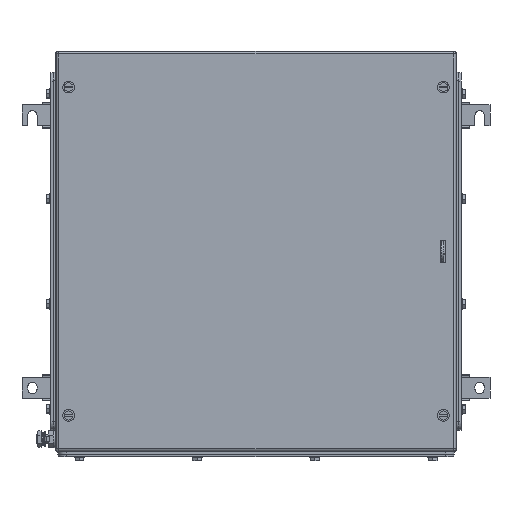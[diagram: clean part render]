
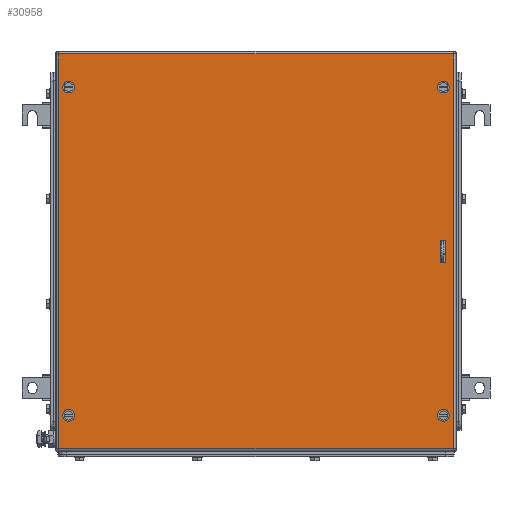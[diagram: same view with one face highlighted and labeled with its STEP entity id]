
A CAD part, top view. The second image highlights one B-rep face of the part: STEP entity #30958.
In plain terms, the highlighted planar face has unit normal (0, 0, 1).
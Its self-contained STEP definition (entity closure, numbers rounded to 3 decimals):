
#30798=AXIS2_PLACEMENT_3D('Circle Axis2P3D',#30796,#30797,$) ;
#30825=AXIS2_PLACEMENT_3D('Plane Axis2P3D',#30822,#30823,#30824) ;
#30863=AXIS2_PLACEMENT_3D('Circle Axis2P3D',#30861,#30862,$) ;
#30872=AXIS2_PLACEMENT_3D('Circle Axis2P3D',#30870,#30871,$) ;
#30881=AXIS2_PLACEMENT_3D('Circle Axis2P3D',#30879,#30880,$) ;
#30890=AXIS2_PLACEMENT_3D('Circle Axis2P3D',#30888,#30889,$) ;
#30899=AXIS2_PLACEMENT_3D('Circle Axis2P3D',#30897,#30898,$) ;
#30908=AXIS2_PLACEMENT_3D('Circle Axis2P3D',#30906,#30907,$) ;
#30917=AXIS2_PLACEMENT_3D('Circle Axis2P3D',#30915,#30916,$) ;
#30793=CARTESIAN_POINT('Vertex',(59.5,447.75,153.5)) ;
#30796=CARTESIAN_POINT('Axis2P3D Location',(56.,447.75,153.5)) ;
#30800=CARTESIAN_POINT('Vertex',(52.5,447.75,153.5)) ;
#30822=CARTESIAN_POINT('Axis2P3D Location',(280.5,251.,153.5)) ;
#30827=CARTESIAN_POINT('Line Origine',(280.5,487.5,153.5)) ;
#30831=CARTESIAN_POINT('Vertex',(517.,487.5,153.5)) ;
#30833=CARTESIAN_POINT('Vertex',(44.,487.5,153.5)) ;
#30836=CARTESIAN_POINT('Line Origine',(44.,251.,153.5)) ;
#30840=CARTESIAN_POINT('Vertex',(44.,14.5,153.5)) ;
#30843=CARTESIAN_POINT('Line Origine',(280.5,14.5,153.5)) ;
#30847=CARTESIAN_POINT('Vertex',(517.,14.5,153.5)) ;
#30850=CARTESIAN_POINT('Line Origine',(517.,251.,153.5)) ;
#30861=CARTESIAN_POINT('Axis2P3D Location',(56.,447.75,153.5)) ;
#30870=CARTESIAN_POINT('Axis2P3D Location',(56.,54.25,153.5)) ;
#30874=CARTESIAN_POINT('Vertex',(52.5,54.25,153.5)) ;
#30876=CARTESIAN_POINT('Vertex',(59.5,54.25,153.5)) ;
#30879=CARTESIAN_POINT('Axis2P3D Location',(56.,54.25,153.5)) ;
#30888=CARTESIAN_POINT('Axis2P3D Location',(505.,54.25,153.5)) ;
#30892=CARTESIAN_POINT('Vertex',(508.5,54.25,153.5)) ;
#30894=CARTESIAN_POINT('Vertex',(501.5,54.25,153.5)) ;
#30897=CARTESIAN_POINT('Axis2P3D Location',(505.,54.25,153.5)) ;
#30906=CARTESIAN_POINT('Axis2P3D Location',(505.,447.75,153.5)) ;
#30910=CARTESIAN_POINT('Vertex',(508.5,447.75,153.5)) ;
#30912=CARTESIAN_POINT('Vertex',(501.5,447.75,153.5)) ;
#30915=CARTESIAN_POINT('Axis2P3D Location',(505.,447.75,153.5)) ;
#30924=CARTESIAN_POINT('Line Origine',(504.75,237.5,153.5)) ;
#30928=CARTESIAN_POINT('Vertex',(508.,237.5,153.5)) ;
#30930=CARTESIAN_POINT('Vertex',(501.5,237.5,153.5)) ;
#30933=CARTESIAN_POINT('Line Origine',(501.5,251.,153.5)) ;
#30937=CARTESIAN_POINT('Vertex',(501.5,264.5,153.5)) ;
#30940=CARTESIAN_POINT('Line Origine',(504.75,264.5,153.5)) ;
#30944=CARTESIAN_POINT('Vertex',(508.,264.5,153.5)) ;
#30947=CARTESIAN_POINT('Line Origine',(508.,251.,153.5)) ;
#30797=DIRECTION('Axis2P3D Direction',(0.,0.,1.)) ;
#30823=DIRECTION('Axis2P3D Direction',(0.,0.,1.)) ;
#30824=DIRECTION('Axis2P3D XDirection',(1.,0.,0.)) ;
#30828=DIRECTION('Vector Direction',(1.,0.,0.)) ;
#30837=DIRECTION('Vector Direction',(0.,-1.,0.)) ;
#30844=DIRECTION('Vector Direction',(1.,0.,0.)) ;
#30851=DIRECTION('Vector Direction',(0.,1.,0.)) ;
#30862=DIRECTION('Axis2P3D Direction',(0.,0.,1.)) ;
#30871=DIRECTION('Axis2P3D Direction',(0.,0.,1.)) ;
#30880=DIRECTION('Axis2P3D Direction',(0.,0.,1.)) ;
#30889=DIRECTION('Axis2P3D Direction',(0.,0.,1.)) ;
#30898=DIRECTION('Axis2P3D Direction',(0.,0.,1.)) ;
#30907=DIRECTION('Axis2P3D Direction',(0.,0.,1.)) ;
#30916=DIRECTION('Axis2P3D Direction',(0.,0.,1.)) ;
#30925=DIRECTION('Vector Direction',(-1.,0.,0.)) ;
#30934=DIRECTION('Vector Direction',(0.,1.,0.)) ;
#30941=DIRECTION('Vector Direction',(1.,0.,0.)) ;
#30948=DIRECTION('Vector Direction',(0.,-1.,0.)) ;
#30829=VECTOR('Line Direction',#30828,1.) ;
#30838=VECTOR('Line Direction',#30837,1.) ;
#30845=VECTOR('Line Direction',#30844,1.) ;
#30852=VECTOR('Line Direction',#30851,1.) ;
#30926=VECTOR('Line Direction',#30925,1.) ;
#30935=VECTOR('Line Direction',#30934,1.) ;
#30942=VECTOR('Line Direction',#30941,1.) ;
#30949=VECTOR('Line Direction',#30948,1.) ;
#30856=ORIENTED_EDGE('',*,*,#30835,.T.) ;
#30857=ORIENTED_EDGE('',*,*,#30842,.T.) ;
#30858=ORIENTED_EDGE('',*,*,#30849,.T.) ;
#30859=ORIENTED_EDGE('',*,*,#30854,.T.) ;
#30867=ORIENTED_EDGE('',*,*,#30865,.F.) ;
#30868=ORIENTED_EDGE('',*,*,#30802,.F.) ;
#30885=ORIENTED_EDGE('',*,*,#30878,.F.) ;
#30886=ORIENTED_EDGE('',*,*,#30883,.F.) ;
#30903=ORIENTED_EDGE('',*,*,#30896,.F.) ;
#30904=ORIENTED_EDGE('',*,*,#30901,.F.) ;
#30921=ORIENTED_EDGE('',*,*,#30914,.F.) ;
#30922=ORIENTED_EDGE('',*,*,#30919,.F.) ;
#30953=ORIENTED_EDGE('',*,*,#30932,.T.) ;
#30954=ORIENTED_EDGE('',*,*,#30939,.T.) ;
#30955=ORIENTED_EDGE('',*,*,#30946,.T.) ;
#30956=ORIENTED_EDGE('',*,*,#30951,.T.) ;
#30869=FACE_BOUND('',#30866,.T.) ;
#30887=FACE_BOUND('',#30884,.T.) ;
#30905=FACE_BOUND('',#30902,.T.) ;
#30923=FACE_BOUND('',#30920,.T.) ;
#30957=FACE_BOUND('',#30952,.T.) ;
#30958=ADVANCED_FACE('ZUB_KTB_MH_484815_3GP_AllCATPart.2\\ZUB_DE_KTB_MH_480X480.1\\DE_KTB_MH_PART_MASTER.1\\Koerper.2',(#30860,#30869,#30887,#30905,#30923,#30957),#30826,.T.) ;
#30799=CIRCLE('generated circle',#30798,3.5) ;
#30864=CIRCLE('generated circle',#30863,3.5) ;
#30873=CIRCLE('generated circle',#30872,3.5) ;
#30882=CIRCLE('generated circle',#30881,3.5) ;
#30891=CIRCLE('generated circle',#30890,3.5) ;
#30900=CIRCLE('generated circle',#30899,3.5) ;
#30909=CIRCLE('generated circle',#30908,3.5) ;
#30918=CIRCLE('generated circle',#30917,3.5) ;
#30802=EDGE_CURVE('',#30794,#30801,#30799,.T.) ;
#30835=EDGE_CURVE('',#30832,#30834,#30830,.F.) ;
#30842=EDGE_CURVE('',#30834,#30841,#30839,.T.) ;
#30849=EDGE_CURVE('',#30841,#30848,#30846,.T.) ;
#30854=EDGE_CURVE('',#30848,#30832,#30853,.T.) ;
#30865=EDGE_CURVE('',#30801,#30794,#30864,.T.) ;
#30878=EDGE_CURVE('',#30875,#30877,#30873,.T.) ;
#30883=EDGE_CURVE('',#30877,#30875,#30882,.T.) ;
#30896=EDGE_CURVE('',#30893,#30895,#30891,.T.) ;
#30901=EDGE_CURVE('',#30895,#30893,#30900,.T.) ;
#30914=EDGE_CURVE('',#30911,#30913,#30909,.T.) ;
#30919=EDGE_CURVE('',#30913,#30911,#30918,.T.) ;
#30932=EDGE_CURVE('',#30929,#30931,#30927,.T.) ;
#30939=EDGE_CURVE('',#30931,#30938,#30936,.T.) ;
#30946=EDGE_CURVE('',#30938,#30945,#30943,.T.) ;
#30951=EDGE_CURVE('',#30945,#30929,#30950,.T.) ;
#30855=EDGE_LOOP('',(#30856,#30857,#30858,#30859)) ;
#30866=EDGE_LOOP('',(#30867,#30868)) ;
#30884=EDGE_LOOP('',(#30885,#30886)) ;
#30902=EDGE_LOOP('',(#30903,#30904)) ;
#30920=EDGE_LOOP('',(#30921,#30922)) ;
#30952=EDGE_LOOP('',(#30953,#30954,#30955,#30956)) ;
#30860=FACE_OUTER_BOUND('',#30855,.T.) ;
#30830=LINE('Line',#30827,#30829) ;
#30839=LINE('Line',#30836,#30838) ;
#30846=LINE('Line',#30843,#30845) ;
#30853=LINE('Line',#30850,#30852) ;
#30927=LINE('Line',#30924,#30926) ;
#30936=LINE('Line',#30933,#30935) ;
#30943=LINE('Line',#30940,#30942) ;
#30950=LINE('Line',#30947,#30949) ;
#30826=PLANE('',#30825) ;
#30794=VERTEX_POINT('',#30793) ;
#30801=VERTEX_POINT('',#30800) ;
#30832=VERTEX_POINT('',#30831) ;
#30834=VERTEX_POINT('',#30833) ;
#30841=VERTEX_POINT('',#30840) ;
#30848=VERTEX_POINT('',#30847) ;
#30875=VERTEX_POINT('',#30874) ;
#30877=VERTEX_POINT('',#30876) ;
#30893=VERTEX_POINT('',#30892) ;
#30895=VERTEX_POINT('',#30894) ;
#30911=VERTEX_POINT('',#30910) ;
#30913=VERTEX_POINT('',#30912) ;
#30929=VERTEX_POINT('',#30928) ;
#30931=VERTEX_POINT('',#30930) ;
#30938=VERTEX_POINT('',#30937) ;
#30945=VERTEX_POINT('',#30944) ;
